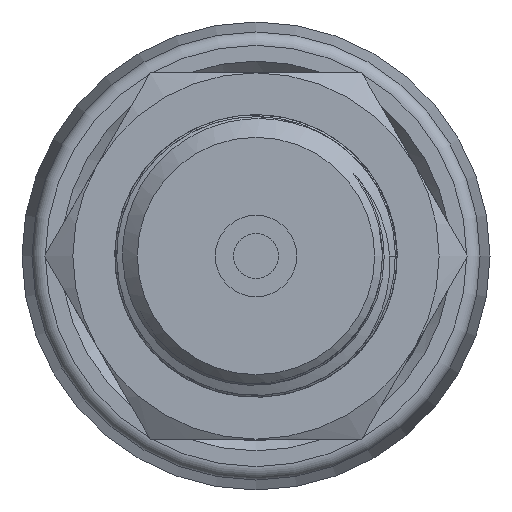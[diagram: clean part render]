
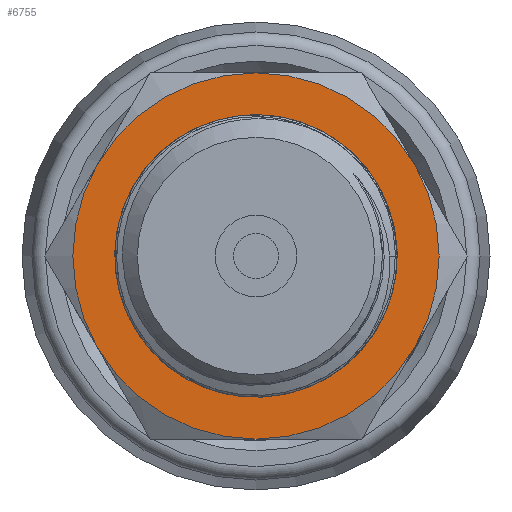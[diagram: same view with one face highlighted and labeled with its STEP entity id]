
A CAD part, left-side view. The second image highlights one B-rep face of the part: STEP entity #6755.
In plain terms, the highlighted planar face has unit normal (-1, 0, 0).
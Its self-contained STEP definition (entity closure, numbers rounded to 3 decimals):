
#94=PLANE('',#7050);
#388=FACE_BOUND('',#1176,.T.);
#777=FACE_OUTER_BOUND('',#1175,.T.);
#1175=EDGE_LOOP('',(#6311));
#1176=EDGE_LOOP('',(#6312));
#1314=CIRCLE('',#7040,10.);
#1316=CIRCLE('',#7048,13.5);
#3234=VERTEX_POINT('',#26413);
#3235=VERTEX_POINT('',#28267);
#4254=EDGE_CURVE('',#3234,#3234,#1314,.T.);
#4262=EDGE_CURVE('',#3235,#3235,#1316,.T.);
#6311=ORIENTED_EDGE('',*,*,#4262,.F.);
#6312=ORIENTED_EDGE('',*,*,#4254,.T.);
#6755=ADVANCED_FACE('',(#777,#388),#94,.T.);
#7040=AXIS2_PLACEMENT_3D('',#26414,#7943,#7944);
#7048=AXIS2_PLACEMENT_3D('',#28269,#7962,#7963);
#7050=AXIS2_PLACEMENT_3D('',#28271,#7966,#7967);
#7943=DIRECTION('center_axis',(1.,0.,0.));
#7944=DIRECTION('ref_axis',(0.,0.,-1.));
#7962=DIRECTION('center_axis',(1.,0.,0.));
#7963=DIRECTION('ref_axis',(0.,0.,-1.));
#7966=DIRECTION('center_axis',(-1.,0.,0.));
#7967=DIRECTION('ref_axis',(0.,0.,1.));
#26413=CARTESIAN_POINT('',(-47.,0.,10.));
#26414=CARTESIAN_POINT('Origin',(-47.,0.,0.));
#28267=CARTESIAN_POINT('',(-47.,-13.5,0.));
#28269=CARTESIAN_POINT('Origin',(-47.,0.,0.));
#28271=CARTESIAN_POINT('Origin',(-47.,13.5,0.));
